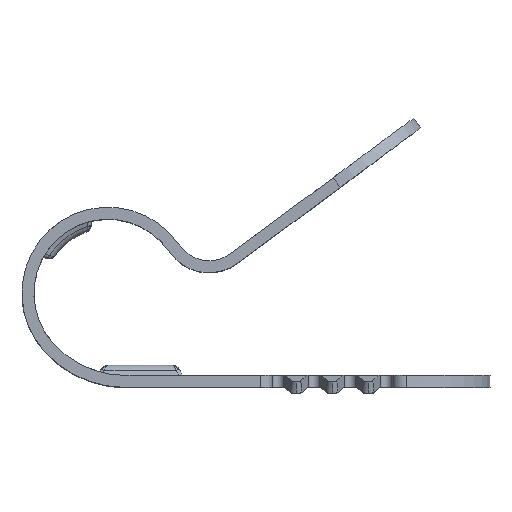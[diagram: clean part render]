
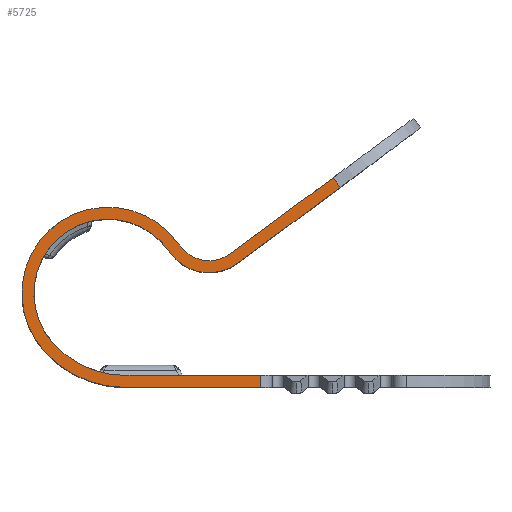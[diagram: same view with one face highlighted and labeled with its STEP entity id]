
A CAD part, top view. The second image highlights one B-rep face of the part: STEP entity #5725.
In plain terms, the highlighted planar face has unit normal (0, 0, 1).
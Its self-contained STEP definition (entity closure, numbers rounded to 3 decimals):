
#213=CIRCLE('',#6103,1.8);
#215=CIRCLE('',#6106,2.4);
#217=CIRCLE('',#6110,5.4);
#219=CIRCLE('',#6113,4.3);
#221=CIRCLE('',#6116,4.8);
#223=CIRCLE('',#6119,3.7);
#2266=ORIENTED_EDGE('',*,*,#3122,.F.);
#2267=ORIENTED_EDGE('',*,*,#3126,.T.);
#2268=ORIENTED_EDGE('',*,*,#3098,.T.);
#2269=ORIENTED_EDGE('',*,*,#3119,.F.);
#2270=ORIENTED_EDGE('',*,*,#3109,.T.);
#2271=ORIENTED_EDGE('',*,*,#3105,.T.);
#2272=ORIENTED_EDGE('',*,*,#3080,.T.);
#2273=ORIENTED_EDGE('',*,*,#3117,.F.);
#2274=ORIENTED_EDGE('',*,*,#3091,.F.);
#2275=ORIENTED_EDGE('',*,*,#3113,.F.);
#2276=ORIENTED_EDGE('',*,*,#3116,.F.);
#2277=ORIENTED_EDGE('',*,*,#3128,.T.);
#2278=ORIENTED_EDGE('',*,*,#3102,.T.);
#2279=ORIENTED_EDGE('',*,*,#3131,.T.);
#3080=EDGE_CURVE('',#3647,#3646,#4111,.T.);
#3091=EDGE_CURVE('',#3652,#3653,#4120,.T.);
#3098=EDGE_CURVE('',#3654,#3657,#213,.T.);
#3102=EDGE_CURVE('',#3659,#3661,#215,.T.);
#3105=EDGE_CURVE('',#3663,#3647,#217,.T.);
#3109=EDGE_CURVE('',#3664,#3663,#219,.T.);
#3113=EDGE_CURVE('',#3667,#3652,#221,.T.);
#3116=EDGE_CURVE('',#3669,#3667,#223,.T.);
#3117=EDGE_CURVE('',#3653,#3646,#4131,.T.);
#3119=EDGE_CURVE('',#3664,#3657,#4133,.T.);
#3122=EDGE_CURVE('',#3672,#3673,#4134,.T.);
#3126=EDGE_CURVE('',#3672,#3654,#4136,.T.);
#3128=EDGE_CURVE('',#3669,#3659,#4138,.T.);
#3131=EDGE_CURVE('',#3661,#3673,#4141,.T.);
#3646=VERTEX_POINT('',#12771);
#3647=VERTEX_POINT('',#12773);
#3652=VERTEX_POINT('',#12790);
#3653=VERTEX_POINT('',#12792);
#3654=VERTEX_POINT('',#12799);
#3657=VERTEX_POINT('',#12804);
#3659=VERTEX_POINT('',#12809);
#3661=VERTEX_POINT('',#12813);
#3663=VERTEX_POINT('',#12821);
#3664=VERTEX_POINT('',#12825);
#3667=VERTEX_POINT('',#12834);
#3669=VERTEX_POINT('',#12840);
#3672=VERTEX_POINT('',#12854);
#3673=VERTEX_POINT('',#12855);
#4111=LINE('',#12772,#4577);
#4120=LINE('',#12791,#4586);
#4131=LINE('',#12843,#4597);
#4133=LINE('',#12846,#4599);
#4134=LINE('',#12853,#4600);
#4136=LINE('',#12862,#4602);
#4138=LINE('',#12865,#4604);
#4141=LINE('',#12870,#4607);
#4577=VECTOR('',#7278,1000.);
#4586=VECTOR('',#7295,1000.);
#4597=VECTOR('',#7354,1000.);
#4599=VECTOR('',#7358,1000.);
#4600=VECTOR('',#7367,1000.);
#4602=VECTOR('',#7375,1000.);
#4604=VECTOR('',#7379,1000.);
#4607=VECTOR('',#7386,1000.);
#4935=EDGE_LOOP('',(#2266,#2267,#2268,#2269,#2270,#2271,#2272,#2273,#2274,
#2275,#2276,#2277,#2278,#2279));
#5263=FACE_BOUND('',#4935,.T.);
#5409=PLANE('',#6132);
#5725=ADVANCED_FACE('',(#5263),#5409,.T.);
#6103=AXIS2_PLACEMENT_3D('',#12805,#7310,#7311);
#6106=AXIS2_PLACEMENT_3D('',#12814,#7318,#7319);
#6110=AXIS2_PLACEMENT_3D('',#12820,#7327,#7328);
#6113=AXIS2_PLACEMENT_3D('',#12828,#7335,#7336);
#6116=AXIS2_PLACEMENT_3D('',#12835,#7343,#7344);
#6119=AXIS2_PLACEMENT_3D('',#12841,#7350,#7351);
#6132=AXIS2_PLACEMENT_3D('',#12871,#7387,#7388);
#7278=DIRECTION('',(1.,0.,0.));
#7295=DIRECTION('',(1.,0.,0.));
#7310=DIRECTION('',(0.,0.,-1.));
#7311=DIRECTION('',(-1.,0.,0.));
#7318=DIRECTION('',(0.,0.,1.));
#7319=DIRECTION('',(1.,0.,0.));
#7327=DIRECTION('',(0.,0.,1.));
#7328=DIRECTION('',(1.,0.,0.));
#7335=DIRECTION('',(0.,0.,1.));
#7336=DIRECTION('',(1.,0.,0.));
#7343=DIRECTION('',(0.,0.,1.));
#7344=DIRECTION('',(1.,0.,0.));
#7350=DIRECTION('',(0.,0.,1.));
#7351=DIRECTION('',(1.,0.,0.));
#7354=DIRECTION('',(0.,-1.,0.));
#7358=DIRECTION('',(0.595,-0.804,0.));
#7367=DIRECTION('',(0.595,-0.804,0.));
#7375=DIRECTION('',(-0.804,-0.595,0.));
#7379=DIRECTION('',(0.595,-0.804,0.));
#7386=DIRECTION('',(0.804,0.595,0.));
#7387=DIRECTION('',(0.,0.,1.));
#7388=DIRECTION('',(1.,0.,0.));
#12771=CARTESIAN_POINT('',(30.043,25.529,5.));
#12772=CARTESIAN_POINT('',(40.526,25.529,5.));
#12773=CARTESIAN_POINT('',(23.293,25.529,5.));
#12790=CARTESIAN_POINT('',(23.293,26.129,5.));
#12791=CARTESIAN_POINT('',(40.526,26.129,5.));
#12792=CARTESIAN_POINT('',(30.043,26.129,5.));
#12799=CARTESIAN_POINT('',(28.562,32.209,5.));
#12804=CARTESIAN_POINT('',(26.045,32.585,5.));
#12805=CARTESIAN_POINT('',(27.492,33.656,5.));
#12809=CARTESIAN_POINT('',(25.563,32.228,5.));
#12813=CARTESIAN_POINT('',(28.919,31.726,5.));
#12814=CARTESIAN_POINT('',(27.492,33.656,5.));
#12820=CARTESIAN_POINT('',(23.293,30.929,5.));
#12821=CARTESIAN_POINT('',(19.267,27.33,5.));
#12825=CARTESIAN_POINT('',(25.994,32.654,5.));
#12828=CARTESIAN_POINT('',(22.443,30.229,5.));
#12834=CARTESIAN_POINT('',(19.712,27.732,5.));
#12835=CARTESIAN_POINT('',(23.293,30.929,5.));
#12840=CARTESIAN_POINT('',(25.504,32.307,5.));
#12841=CARTESIAN_POINT('',(22.443,30.229,5.));
#12843=CARTESIAN_POINT('',(30.043,0.,5.));
#12846=CARTESIAN_POINT('',(25.987,32.663,5.));
#12853=CARTESIAN_POINT('',(57.889,3.303,5.));
#12854=CARTESIAN_POINT('',(33.691,36.004,5.));
#12855=CARTESIAN_POINT('',(34.048,35.521,5.));
#12862=CARTESIAN_POINT('',(-0.53,10.681,5.));
#12865=CARTESIAN_POINT('',(26.194,31.375,5.));
#12870=CARTESIAN_POINT('',(-0.53,9.935,5.));
#12871=CARTESIAN_POINT('',(-0.53,2.827,5.));
